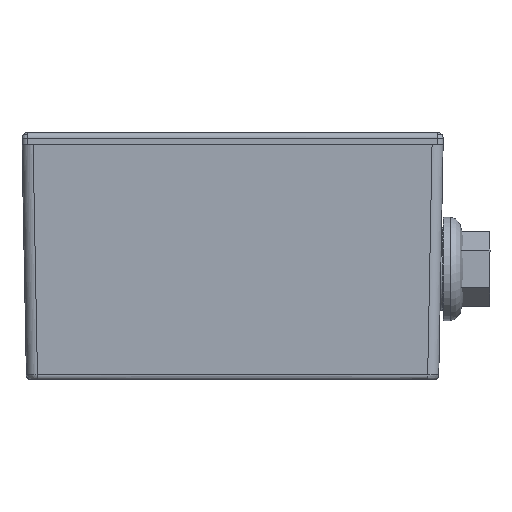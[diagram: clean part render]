
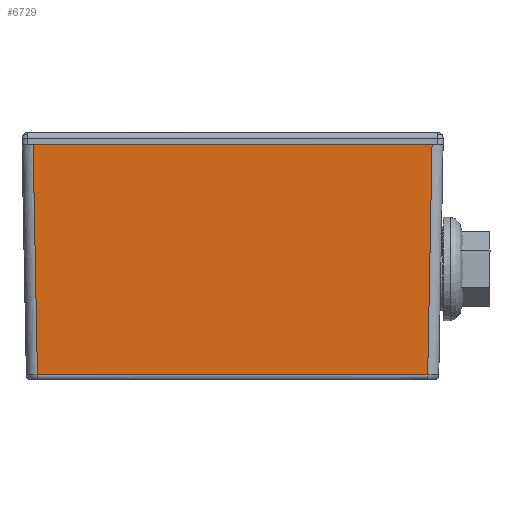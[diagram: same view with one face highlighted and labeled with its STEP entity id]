
A CAD part, left-side view. The second image highlights one B-rep face of the part: STEP entity #6729.
In plain terms, the highlighted planar face has unit normal (-1, 0, -0.019).
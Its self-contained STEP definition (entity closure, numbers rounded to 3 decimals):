
#804=B_SPLINE_CURVE_WITH_KNOTS('',1,(#27680,#27681),.UNSPECIFIED.,.F.,.F.,
(2,2),(2.,74.),.UNSPECIFIED.);
#2633=PLANE('',#20303);
#6729=ADVANCED_FACE('',(#7860),#2633,.T.);
#7860=FACE_OUTER_BOUND('',#9047,.T.);
#9047=EDGE_LOOP('',(#11514,#11515,#11516,#11517));
#11514=ORIENTED_EDGE('',*,*,#15292,.T.);
#11515=ORIENTED_EDGE('',*,*,#15188,.T.);
#11516=ORIENTED_EDGE('',*,*,#15293,.T.);
#11517=ORIENTED_EDGE('',*,*,#15294,.F.);
#15188=EDGE_CURVE('',#18343,#18344,#804,.T.);
#15292=EDGE_CURVE('',#18320,#18343,#17418,.T.);
#15293=EDGE_CURVE('',#18344,#18324,#17419,.T.);
#15294=EDGE_CURVE('',#18320,#18324,#17420,.T.);
#17418=(
BOUNDED_CURVE()
B_SPLINE_CURVE(3,(#28196,#28197,#28198,#28199),.UNSPECIFIED.,.F.,.F.)
B_SPLINE_CURVE_WITH_KNOTS((4,4),(0.85,42.415),
 .UNSPECIFIED.)
CURVE()
GEOMETRIC_REPRESENTATION_ITEM()
RATIONAL_B_SPLINE_CURVE((1.,1.,1.,1.))
REPRESENTATION_ITEM('')
);
#17419=(
BOUNDED_CURVE()
B_SPLINE_CURVE(3,(#28200,#28201,#28202,#28203),.UNSPECIFIED.,.F.,.F.)
B_SPLINE_CURVE_WITH_KNOTS((4,4),(-42.415,-0.85),
 .UNSPECIFIED.)
CURVE()
GEOMETRIC_REPRESENTATION_ITEM()
RATIONAL_B_SPLINE_CURVE((1.,1.,1.,1.))
REPRESENTATION_ITEM('')
);
#17420=(
BOUNDED_CURVE()
B_SPLINE_CURVE(3,(#28204,#28205,#28206,#28207),.UNSPECIFIED.,.F.,.F.)
B_SPLINE_CURVE_WITH_KNOTS((4,4),(2.,74.),
 .UNSPECIFIED.)
CURVE()
GEOMETRIC_REPRESENTATION_ITEM()
RATIONAL_B_SPLINE_CURVE((1.,1.,1.,1.))
REPRESENTATION_ITEM('')
);
#18320=VERTEX_POINT('',#26911);
#18324=VERTEX_POINT('',#26915);
#18343=VERTEX_POINT('',#26934);
#18344=VERTEX_POINT('',#26935);
#20303=AXIS2_PLACEMENT_3D('',#26792,#21259,$);
#21259=DIRECTION('',(-1.,0.,-0.019));
#26792=CARTESIAN_POINT('',(-2.184,-34.466,-13.419));
#26911=CARTESIAN_POINT('',(-2.184,-34.466,-13.419));
#26915=CARTESIAN_POINT('',(-2.184,35.967,-13.419));
#26934=CARTESIAN_POINT('',(-2.968,-35.25,28.131));
#26935=CARTESIAN_POINT('',(-2.968,36.751,28.131));
#27680=CARTESIAN_POINT('',(-2.968,-35.25,28.131));
#27681=CARTESIAN_POINT('',(-2.968,36.751,28.131));
#28196=CARTESIAN_POINT('',(-2.184,-34.466,-13.419));
#28197=CARTESIAN_POINT('',(-2.445,-34.727,0.431));
#28198=CARTESIAN_POINT('',(-2.707,-34.989,14.281));
#28199=CARTESIAN_POINT('',(-2.968,-35.25,28.131));
#28200=CARTESIAN_POINT('',(-2.968,36.751,28.131));
#28201=CARTESIAN_POINT('',(-2.707,36.49,14.281));
#28202=CARTESIAN_POINT('',(-2.445,36.228,0.431));
#28203=CARTESIAN_POINT('',(-2.184,35.967,-13.419));
#28204=CARTESIAN_POINT('',(-2.184,-34.466,-13.419));
#28205=CARTESIAN_POINT('',(-2.184,-10.988,-13.419));
#28206=CARTESIAN_POINT('',(-2.184,12.489,-13.419));
#28207=CARTESIAN_POINT('',(-2.184,35.967,-13.419));
